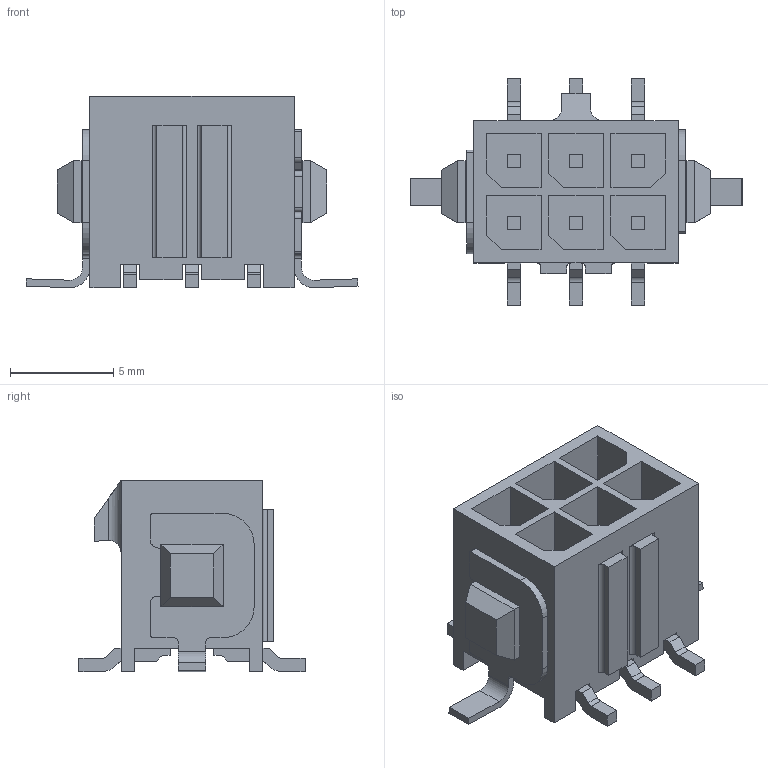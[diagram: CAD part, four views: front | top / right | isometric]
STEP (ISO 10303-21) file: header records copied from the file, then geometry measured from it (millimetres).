
FILE_DESCRIPTION((''),'2;1');
FILE_NAME('C-3-794636-6','2017-05-09T',('workeradm'),('Tyco Electronics Ltd.'),'CREO PARAMETRIC BY PTC INC, 2016050','CREO PARAMETRIC BY PTC INC, 2016050','');
FILE_SCHEMA(('AUTOMOTIVE_DESIGN { 1 0 10303 214 1 1 1 1 }'));
Length unit declared in the file: millimetre
Products named in the file (1): C-3-794636-6
Bounding box: 16.04 x 10.94 x 9.24 mm (x, y, z)
Volume: 378.3 mm3; surface area: 1046.1 mm2
Topology: 1 solids, 1 shells, 310 faces, 846 edges, 554 vertices
Faces by surface type: plane 247, cylinder 63
Entity records: 9884 total; most frequent: CARTESIAN_POINT 1756, ORIENTED_EDGE 1692, DIRECTION 1584, EDGE_CURVE 846, VECTOR 720, LINE 720, VERTEX_POINT 554, AXIS2_PLACEMENT_3D 432
